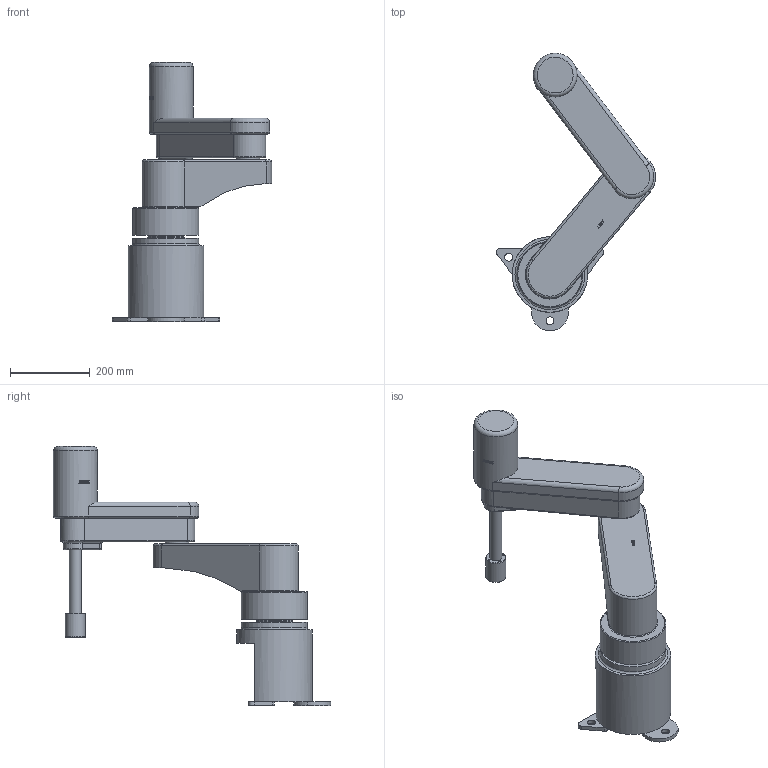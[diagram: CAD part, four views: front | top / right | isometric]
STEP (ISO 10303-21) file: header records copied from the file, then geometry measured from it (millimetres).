
FILE_DESCRIPTION(/* description */ (''),/* implementation_level */ '2;1');
FILE_NAME(/* name */ 'robot_assembly.stp',/* time_stamp */ '2024-03-03T01:14:19+01:00',/* author */ ('user'),/* organization */ (''),/* preprocessor_version */ 'ST-DEVELOPER v19.2',/* originating_system */ 'Autodesk Inventor 2024',/* authorisation */ '');
FILE_SCHEMA (('AUTOMOTIVE_DESIGN { 1 0 10303 214 3 1 1 }'));
Length unit declared in the file: millimetre
Products named in the file (5): robot_assembly; actuator_base; arm1; arm2; shaft
Assembly tree (4 placements, depth 2):
  robot_assembly
    actuator_base
    arm1
    arm2
    shaft
Bounding box: 400.51 x 696.85 x 651.5 mm (x, y, z)
Volume: 16161934.6 mm3; surface area: 753604.2 mm2
Topology: 5 solids, 5 shells, 258 faces, 639 edges, 414 vertices
Faces by surface type: plane 130, bspline 58, cylinder 50, torus 20
Full cylindrical faces by diameter (mm): 4.3 x4, 10 x1, 20 x3, 30 x3, 50 x1, 60 x2, 90 x2, 110 x1, 166 x2, 190 x1
Entity records: 8705 total; most frequent: CARTESIAN_POINT 2602, ORIENTED_EDGE 1278, DIRECTION 1063, EDGE_CURVE 639, VERTEX_POINT 414, LINE 363, VECTOR 363, AXIS2_PLACEMENT_3D 350
